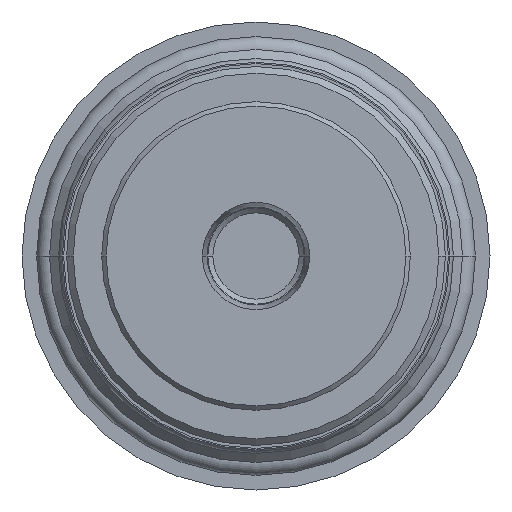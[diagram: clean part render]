
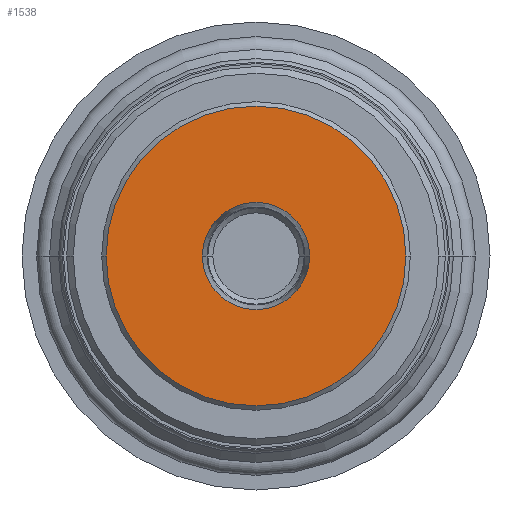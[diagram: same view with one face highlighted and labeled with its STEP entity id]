
A CAD part, left-side view. The second image highlights one B-rep face of the part: STEP entity #1538.
In plain terms, the highlighted planar face has unit normal (-1, 0, 0).
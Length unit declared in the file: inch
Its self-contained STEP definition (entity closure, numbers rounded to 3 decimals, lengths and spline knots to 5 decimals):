
#43=CARTESIAN_POINT('',(-3.145,0.,0.));
#44=DIRECTION('',(-1.,0.,0.));
#45=DIRECTION('',(0.,1.,0.));
#46=AXIS2_PLACEMENT_3D('',#43,#44,#45);
#48=CARTESIAN_POINT('',(-3.145,0.,0.));
#49=DIRECTION('',(1.,0.,0.));
#50=DIRECTION('',(0.,1.,0.));
#51=AXIS2_PLACEMENT_3D('',#48,#49,#50);
#53=CARTESIAN_POINT('',(-3.145,0.,0.));
#54=DIRECTION('',(-1.,0.,0.));
#55=DIRECTION('',(0.,1.,0.));
#56=AXIS2_PLACEMENT_3D('',#53,#54,#55);
#58=CARTESIAN_POINT('',(-3.145,0.,0.));
#59=DIRECTION('',(-1.,0.,0.));
#60=DIRECTION('',(0.,-1.,0.));
#61=AXIS2_PLACEMENT_3D('',#58,#59,#60);
#1417=CARTESIAN_POINT('',(-3.145,0.6805,0.));
#1418=CARTESIAN_POINT('',(-3.145,-0.6805,0.));
#1419=VERTEX_POINT('',#1417);
#1420=VERTEX_POINT('',#1418);
#1437=CARTESIAN_POINT('',(-3.145,0.2435,0.));
#1438=CARTESIAN_POINT('',(-3.145,-0.2435,0.));
#1439=VERTEX_POINT('',#1437);
#1440=VERTEX_POINT('',#1438);
#1522=CARTESIAN_POINT('',(-3.145,0.,0.));
#1523=DIRECTION('',(1.,0.,0.));
#1524=DIRECTION('',(0.,-1.,0.));
#1525=AXIS2_PLACEMENT_3D('',#1522,#1523,#1524);
#1526=PLANE('',#1525);
#1528=ORIENTED_EDGE('',*,*,#1527,.F.);
#1530=ORIENTED_EDGE('',*,*,#1529,.T.);
#1531=EDGE_LOOP('',(#1528,#1530));
#1532=FACE_OUTER_BOUND('',#1531,.F.);
#1533=ORIENTED_EDGE('',*,*,#1512,.T.);
#1535=ORIENTED_EDGE('',*,*,#1534,.T.);
#1536=EDGE_LOOP('',(#1533,#1535));
#1537=FACE_BOUND('',#1536,.F.);
#1538=ADVANCED_FACE('',(#1532,#1537),#1526,.F.);
#47=CIRCLE('',#46,0.6805);
#52=CIRCLE('',#51,0.6805);
#57=CIRCLE('',#56,0.2435);
#62=CIRCLE('',#61,0.2435);
#1512=EDGE_CURVE('',#1439,#1440,#57,.T.);
#1527=EDGE_CURVE('',#1419,#1420,#47,.T.);
#1529=EDGE_CURVE('',#1419,#1420,#52,.T.);
#1534=EDGE_CURVE('',#1440,#1439,#62,.T.);
